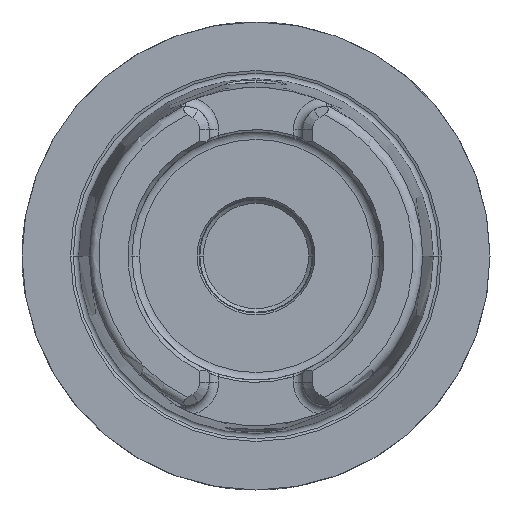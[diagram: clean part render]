
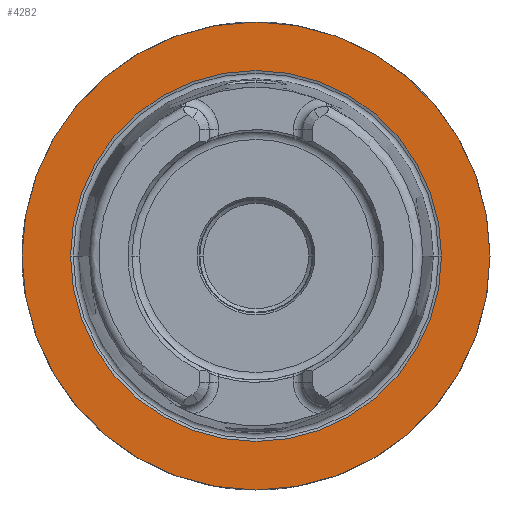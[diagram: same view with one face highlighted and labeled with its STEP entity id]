
A CAD part, left-side view. The second image highlights one B-rep face of the part: STEP entity #4282.
In plain terms, the highlighted planar face has unit normal (-1, 0, 0).
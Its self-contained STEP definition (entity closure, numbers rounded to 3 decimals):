
#905=CARTESIAN_POINT('',(0.,0.,0.));
#906=DIRECTION('',(1.,0.,0.));
#907=DIRECTION('',(0.,1.,0.));
#908=AXIS2_PLACEMENT_3D('',#905,#906,#907);
#910=CARTESIAN_POINT('',(0.,0.,0.));
#911=DIRECTION('',(-1.,0.,0.));
#912=DIRECTION('',(0.,1.,0.));
#913=AXIS2_PLACEMENT_3D('',#910,#911,#912);
#915=CARTESIAN_POINT('',(0.,0.,0.));
#916=DIRECTION('',(-1.,0.,0.));
#917=DIRECTION('',(0.,-1.,0.));
#918=AXIS2_PLACEMENT_3D('',#915,#916,#917);
#920=CARTESIAN_POINT('',(0.,0.,0.));
#921=DIRECTION('',(-1.,0.,0.));
#922=DIRECTION('',(0.,1.,0.));
#923=AXIS2_PLACEMENT_3D('',#920,#921,#922);
#2837=CARTESIAN_POINT('',(0.,50.,0.));
#2838=CARTESIAN_POINT('',(0.,-50.,0.));
#2839=VERTEX_POINT('',#2837);
#2840=VERTEX_POINT('',#2838);
#2865=CARTESIAN_POINT('',(0.,-39.632,0.));
#2866=VERTEX_POINT('',#2865);
#2867=CARTESIAN_POINT('',(0.,39.632,0.));
#2868=VERTEX_POINT('',#2867);
#4267=CARTESIAN_POINT('',(0.,0.,0.));
#4268=DIRECTION('',(1.,0.,0.));
#4269=DIRECTION('',(0.,-1.,0.));
#4270=AXIS2_PLACEMENT_3D('',#4267,#4268,#4269);
#4271=PLANE('',#4270);
#4273=ORIENTED_EDGE('',*,*,#4272,.T.);
#4275=ORIENTED_EDGE('',*,*,#4274,.F.);
#4276=EDGE_LOOP('',(#4273,#4275));
#4277=FACE_OUTER_BOUND('',#4276,.F.);
#4278=ORIENTED_EDGE('',*,*,#4262,.T.);
#4279=ORIENTED_EDGE('',*,*,#4246,.T.);
#4280=EDGE_LOOP('',(#4278,#4279));
#4281=FACE_BOUND('',#4280,.F.);
#4282=ADVANCED_FACE('',(#4277,#4281),#4271,.F.);
#909=CIRCLE('',#908,50.);
#914=CIRCLE('',#913,50.);
#919=CIRCLE('',#918,39.632);
#924=CIRCLE('',#923,39.632);
#4246=EDGE_CURVE('',#2868,#2866,#924,.T.);
#4262=EDGE_CURVE('',#2866,#2868,#919,.T.);
#4272=EDGE_CURVE('',#2839,#2840,#909,.T.);
#4274=EDGE_CURVE('',#2839,#2840,#914,.T.);
